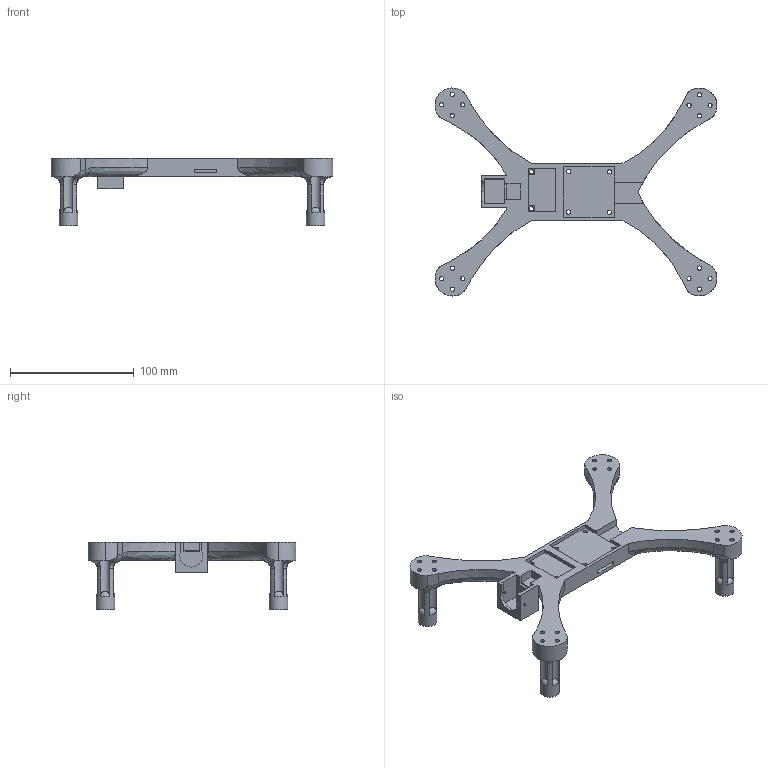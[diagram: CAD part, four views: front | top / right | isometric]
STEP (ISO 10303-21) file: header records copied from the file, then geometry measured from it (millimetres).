
FILE_DESCRIPTION(('HOOPS Exchange Step'),'2;1');
FILE_NAME('temp_export','2025-05-14T16:17:47+02:00',('mobile'),('Shapr3D Limited'),'HOOPS Exchange 2024.8','Shapr3D','Authorized');
FILE_SCHEMA( ('AP242_MANAGED_MODEL_BASED_3D_ENGINEERING_MIM_LF {1 0 10303 442 1 1 4}') );
Length unit declared in the file: millimetre
Products named in the file (1): root
Bounding box: 228.15 x 168.28 x 55 mm (x, y, z)
Volume: 160564.8 mm3; surface area: 54926.8 mm2
Topology: 1 solids, 1 shells, 258 faces, 759 edges, 508 vertices
Faces by surface type: plane 95, cylinder 78, bspline 53, torus 32
Full cylindrical faces by diameter (mm): 2.2 x2, 3.4 x2, 3.5 x6, 8.5 x16, 10 x4, 15 x4
Entity records: 28527 total; most frequent: CARTESIAN_POINT 21799, ORIENTED_EDGE 1518, DIRECTION 1183, EDGE_CURVE 759, VERTEX_POINT 508, AXIS2_PLACEMENT_3D 432, VECTOR 319, LINE 319
